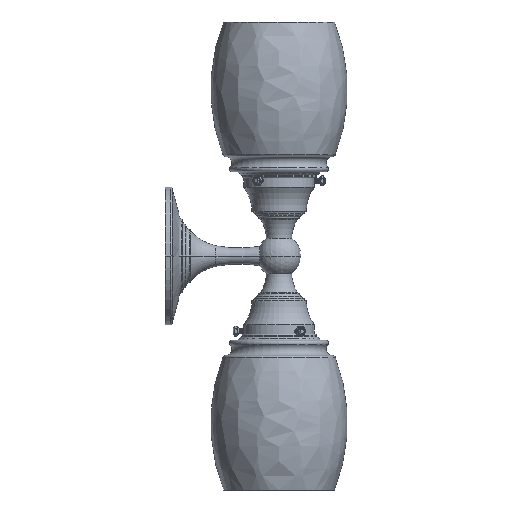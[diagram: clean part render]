
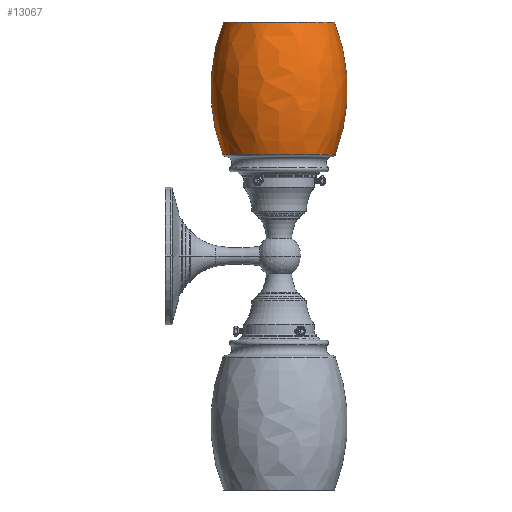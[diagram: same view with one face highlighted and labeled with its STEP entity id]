
A CAD part, front view. The second image highlights one B-rep face of the part: STEP entity #13067.
In plain terms, the highlighted free-form (B-spline) face has degree [3, 3] with [4, 4] control points.
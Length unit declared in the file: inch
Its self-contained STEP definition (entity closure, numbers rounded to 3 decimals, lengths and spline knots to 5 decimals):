
#2185=CARTESIAN_POINT('',(3.941,0.,3.49684));
#2186=DIRECTION('',(0.,0.,1.));
#2187=DIRECTION('',(-1.,0.,0.));
#2188=AXIS2_PLACEMENT_3D('',#2185,#2186,#2187);
#2190=CARTESIAN_POINT('',(7.881,0.,5.757));
#2191=DIRECTION('',(0.,1.,0.));
#2192=DIRECTION('',(-0.933,0.,-0.359));
#2193=AXIS2_PLACEMENT_3D('',#2190,#2191,#2192);
#2200=CARTESIAN_POINT('',(0.001,0.,5.757));
#2201=DIRECTION('',(0.,-1.,0.));
#2202=DIRECTION('',(0.933,0.,-0.359));
#2203=AXIS2_PLACEMENT_3D('',#2200,#2201,#2202);
#2210=CARTESIAN_POINT('',(3.941,0.,8.087));
#2211=DIRECTION('',(0.,0.,1.));
#2212=DIRECTION('',(-1.,0.,0.));
#2213=AXIS2_PLACEMENT_3D('',#2210,#2211,#2212);
#10652=CARTESIAN_POINT('',(2.00038,0.,3.49684));
#10653=VERTEX_POINT('',#10652);
#10654=CARTESIAN_POINT('',(2.0277,0.,8.087));
#10655=VERTEX_POINT('',#10654);
#10662=CARTESIAN_POINT('',(5.88162,0.,3.49684));
#10663=VERTEX_POINT('',#10662);
#10664=CARTESIAN_POINT('',(5.8543,0.,8.087));
#10665=VERTEX_POINT('',#10664);
#13041=CARTESIAN_POINT('',(2.00038,0.,3.49684));
#13042=CARTESIAN_POINT('',(1.4251,0.,4.99364));
#13043=CARTESIAN_POINT('',(1.43464,0.,6.59716));
#13044=CARTESIAN_POINT('',(2.0277,0.,8.087));
#13045=CARTESIAN_POINT('',(2.00038,-3.88124,
3.49684));
#13046=CARTESIAN_POINT('',(1.4251,-5.0318,
4.99364));
#13047=CARTESIAN_POINT('',(1.43464,-5.01271,
6.59716));
#13048=CARTESIAN_POINT('',(2.0277,-3.8266,8.087));
#13049=CARTESIAN_POINT('',(5.88162,-3.88124,
3.49684));
#13050=CARTESIAN_POINT('',(6.4569,-5.0318,
4.99364));
#13051=CARTESIAN_POINT('',(6.44736,-5.01271,
6.59716));
#13052=CARTESIAN_POINT('',(5.8543,-3.8266,8.087));
#13053=CARTESIAN_POINT('',(5.88162,0.,3.49684));
#13054=CARTESIAN_POINT('',(6.4569,0.,4.99364));
#13055=CARTESIAN_POINT('',(6.44736,0.,6.59716));
#13056=CARTESIAN_POINT('',(5.8543,0.,8.087));
#13057=(BOUNDED_SURFACE()B_SPLINE_SURFACE(3,3,((#13041,#13042,#13043,#13044),(
#13045,#13046,#13047,#13048),(#13049,#13050,#13051,#13052),(#13053,#13054,
#13055,#13056)),.UNSPECIFIED.,.F.,.F.,.F.)B_SPLINE_SURFACE_WITH_KNOTS((4,4),(4,
4),(0.,1.),(0.,1.),.UNSPECIFIED.)GEOMETRIC_REPRESENTATION_ITEM()RATIONAL_B_SPLINE_SURFACE(((2.071,1.976,1.976,
2.071),(0.69,0.659,0.659,
0.69),(0.69,0.659,0.659,
0.69),(2.071,1.976,1.976,
2.071)))REPRESENTATION_ITEM('')SURFACE());
#13059=ORIENTED_EDGE('',*,*,#13058,.T.);
#13061=ORIENTED_EDGE('',*,*,#13060,.T.);
#13063=ORIENTED_EDGE('',*,*,#13062,.F.);
#13064=ORIENTED_EDGE('',*,*,#13034,.F.);
#13065=EDGE_LOOP('',(#13059,#13061,#13063,#13064));
#13066=FACE_OUTER_BOUND('',#13065,.F.);
#13067=ADVANCED_FACE('',(#13066),#13057,.T.);
#2189=CIRCLE('',#2188,1.94062);
#2194=CIRCLE('',#2193,6.3);
#2204=CIRCLE('',#2203,6.3);
#2214=CIRCLE('',#2213,1.9133);
#13034=EDGE_CURVE('',#10653,#10663,#2189,.T.);
#13058=EDGE_CURVE('',#10653,#10655,#2194,.T.);
#13060=EDGE_CURVE('',#10655,#10665,#2214,.T.);
#13062=EDGE_CURVE('',#10663,#10665,#2204,.T.);
